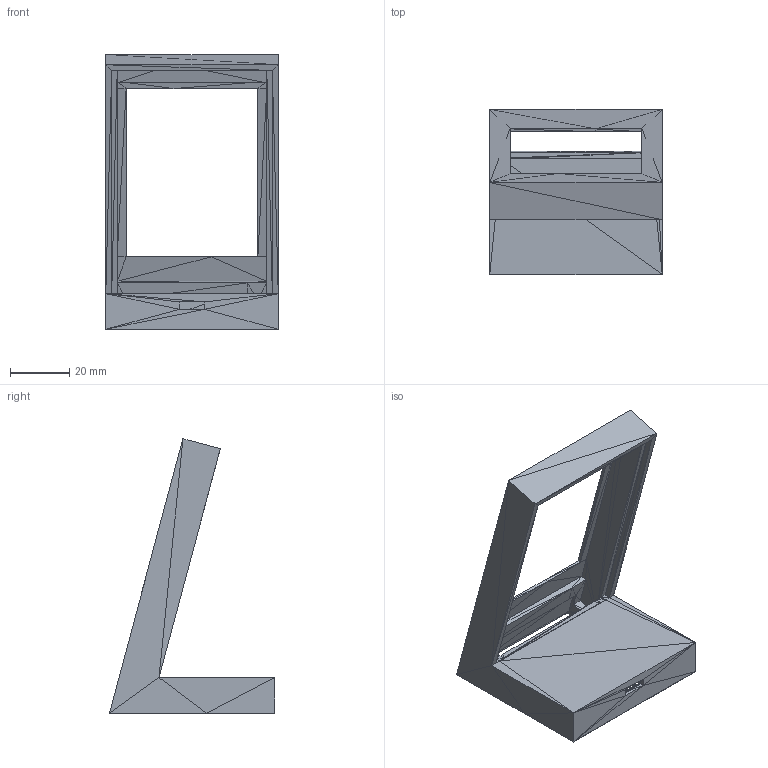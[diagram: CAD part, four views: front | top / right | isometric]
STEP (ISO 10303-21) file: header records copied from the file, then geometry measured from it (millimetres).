
FILE_DESCRIPTION((''),'2;1');
FILE_NAME('Housing_Body', '2026-02-19T22:48:08', (''), (''), 'ImageToStl.com STEP Converter','', '');
FILE_SCHEMA(('AUTOMOTIVE_DESIGN_CC2'));
Length unit declared in the file: metre
Products named in the file (1): product0
Bounding box: 58 x 55.55 x 92.33 mm (x, y, z)
Surface area: 20860 mm2 (no closed solid volume)
Topology: 0 solids, 2084 shells, 2084 faces, 6252 edges, 1036 vertices
Faces by surface type: plane 2084
Entity records: 47955 total; most frequent: DIRECTION 10422, ORIENTED_EDGE 6252, EDGE_CURVE 6252, LINE 6252, VECTOR 6252, AXIS2_PLACEMENT_3D 2085, FACE_SURFACE 2084, PLANE 2084
